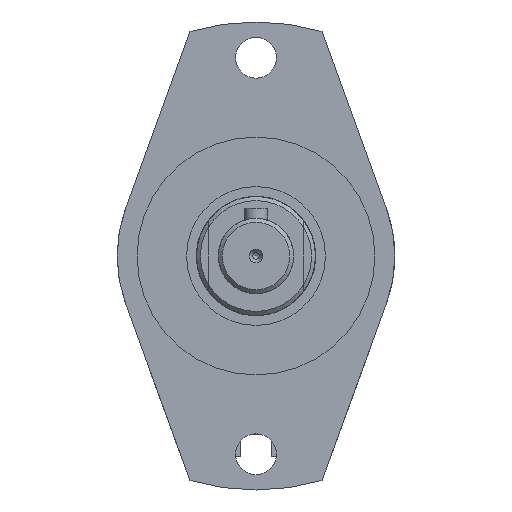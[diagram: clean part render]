
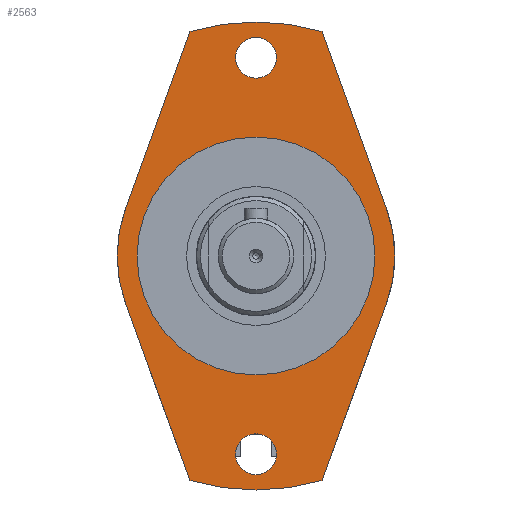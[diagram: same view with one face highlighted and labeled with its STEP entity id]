
A CAD part, left-side view. The second image highlights one B-rep face of the part: STEP entity #2563.
In plain terms, the highlighted planar face has unit normal (-1, 0, 0).
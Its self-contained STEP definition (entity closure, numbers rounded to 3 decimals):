
#87=LINE('',#4268,#213);
#88=LINE('',#4271,#214);
#89=LINE('',#4273,#215);
#90=LINE('',#4276,#216);
#213=VECTOR('',#3351,47.497);
#214=VECTOR('',#3354,47.497);
#215=VECTOR('',#3355,47.497);
#216=VECTOR('',#3358,47.497);
#530=PLANE('',#2826);
#623=FACE_BOUND('',#960,.T.);
#624=FACE_BOUND('',#961,.T.);
#625=FACE_BOUND('',#962,.T.);
#748=FACE_OUTER_BOUND('',#959,.T.);
#959=EDGE_LOOP('',(#2042,#2043,#2044,#2045,#2046,#2047,#2048,#2049));
#960=EDGE_LOOP('',(#2050));
#961=EDGE_LOOP('',(#2051));
#962=EDGE_LOOP('',(#2052));
#1185=CIRCLE('',#2818,59.);
#1186=CIRCLE('',#2820,30.);
#1189=CIRCLE('',#2825,59.);
#1190=CIRCLE('',#2827,35.);
#1191=CIRCLE('',#2828,35.);
#1192=CIRCLE('',#2829,5.15);
#1193=CIRCLE('',#2830,5.15);
#1356=VERTEX_POINT('',#4246);
#1357=VERTEX_POINT('',#4248);
#1358=VERTEX_POINT('',#4252);
#1360=VERTEX_POINT('',#4258);
#1363=VERTEX_POINT('',#4263);
#1364=VERTEX_POINT('',#4267);
#1365=VERTEX_POINT('',#4269);
#1366=VERTEX_POINT('',#4272);
#1367=VERTEX_POINT('',#4274);
#1368=VERTEX_POINT('',#4277);
#1369=VERTEX_POINT('',#4279);
#1615=EDGE_CURVE('',#1356,#1357,#1185,.T.);
#1617=EDGE_CURVE('',#1358,#1358,#1186,.T.);
#1622=EDGE_CURVE('',#1363,#1360,#1189,.T.);
#1623=EDGE_CURVE('',#1356,#1364,#87,.T.);
#1624=EDGE_CURVE('',#1364,#1365,#1190,.T.);
#1625=EDGE_CURVE('',#1365,#1360,#88,.T.);
#1626=EDGE_CURVE('',#1363,#1366,#89,.T.);
#1627=EDGE_CURVE('',#1366,#1367,#1191,.T.);
#1628=EDGE_CURVE('',#1367,#1357,#90,.T.);
#1629=EDGE_CURVE('',#1368,#1368,#1192,.T.);
#1630=EDGE_CURVE('',#1369,#1369,#1193,.T.);
#2042=ORIENTED_EDGE('',*,*,#1623,.T.);
#2043=ORIENTED_EDGE('',*,*,#1624,.T.);
#2044=ORIENTED_EDGE('',*,*,#1625,.T.);
#2045=ORIENTED_EDGE('',*,*,#1622,.F.);
#2046=ORIENTED_EDGE('',*,*,#1626,.T.);
#2047=ORIENTED_EDGE('',*,*,#1627,.T.);
#2048=ORIENTED_EDGE('',*,*,#1628,.T.);
#2049=ORIENTED_EDGE('',*,*,#1615,.F.);
#2050=ORIENTED_EDGE('',*,*,#1629,.T.);
#2051=ORIENTED_EDGE('',*,*,#1630,.T.);
#2052=ORIENTED_EDGE('',*,*,#1617,.T.);
#2563=ADVANCED_FACE('',(#748,#623,#624,#625),#530,.T.);
#2818=AXIS2_PLACEMENT_3D('',#4249,#3330,#3331);
#2820=AXIS2_PLACEMENT_3D('',#4253,#3335,#3336);
#2825=AXIS2_PLACEMENT_3D('',#4265,#3347,#3348);
#2826=AXIS2_PLACEMENT_3D('',#4266,#3349,#3350);
#2827=AXIS2_PLACEMENT_3D('',#4270,#3352,#3353);
#2828=AXIS2_PLACEMENT_3D('',#4275,#3356,#3357);
#2829=AXIS2_PLACEMENT_3D('',#4278,#3359,#3360);
#2830=AXIS2_PLACEMENT_3D('',#4280,#3361,#3362);
#3330=DIRECTION('center_axis',(1.,0.,0.));
#3331=DIRECTION('ref_axis',(0.,0.,1.));
#3335=DIRECTION('center_axis',(1.,0.,0.));
#3336=DIRECTION('ref_axis',(0.,0.,1.));
#3347=DIRECTION('center_axis',(1.,0.,0.));
#3348=DIRECTION('ref_axis',(0.,0.,1.));
#3349=DIRECTION('center_axis',(-1.,0.,0.));
#3350=DIRECTION('ref_axis',(0.,-1.,0.));
#3351=DIRECTION('',(0.,0.342,-0.94));
#3352=DIRECTION('center_axis',(-1.,0.,0.));
#3353=DIRECTION('ref_axis',(0.,-0.94,-0.342));
#3354=DIRECTION('',(0.,-0.342,-0.94));
#3355=DIRECTION('',(0.,-0.342,0.94));
#3356=DIRECTION('center_axis',(-1.,0.,0.));
#3357=DIRECTION('ref_axis',(0.,0.94,0.342));
#3358=DIRECTION('',(0.,0.342,0.94));
#3359=DIRECTION('center_axis',(1.,0.,0.));
#3360=DIRECTION('ref_axis',(0.,1.,0.));
#3361=DIRECTION('center_axis',(1.,0.,0.));
#3362=DIRECTION('ref_axis',(0.,1.,0.));
#4246=CARTESIAN_POINT('',(-195.7,16.642,56.453));
#4248=CARTESIAN_POINT('',(-195.7,-16.647,56.453));
#4249=CARTESIAN_POINT('Origin',(-195.7,-0.003,-0.151));
#4252=CARTESIAN_POINT('',(-195.7,-0.003,29.849));
#4253=CARTESIAN_POINT('Origin',(-195.7,-0.003,-0.151));
#4258=CARTESIAN_POINT('',(-195.7,16.642,-56.755));
#4263=CARTESIAN_POINT('',(-195.7,-16.647,-56.755));
#4265=CARTESIAN_POINT('Origin',(-195.7,-0.003,-0.151));
#4266=CARTESIAN_POINT('Origin',(-195.7,-0.003,44.349));
#4267=CARTESIAN_POINT('',(-195.7,32.887,11.82));
#4268=CARTESIAN_POINT('',(-195.7,9.291,76.648));
#4269=CARTESIAN_POINT('',(-195.7,32.887,-12.122));
#4270=CARTESIAN_POINT('Origin',(-195.7,-0.003,-0.151));
#4271=CARTESIAN_POINT('',(-195.7,40.038,7.526));
#4272=CARTESIAN_POINT('',(-195.7,-32.892,-12.122));
#4273=CARTESIAN_POINT('',(-195.7,-23.598,-37.656));
#4274=CARTESIAN_POINT('',(-195.7,-32.892,11.82));
#4275=CARTESIAN_POINT('Origin',(-195.7,-0.003,-0.151));
#4276=CARTESIAN_POINT('',(-195.7,-25.741,31.467));
#4277=CARTESIAN_POINT('',(-195.7,-5.153,-50.151));
#4278=CARTESIAN_POINT('Origin',(-195.7,-0.003,-50.151));
#4279=CARTESIAN_POINT('',(-195.7,-5.153,49.849));
#4280=CARTESIAN_POINT('Origin',(-195.7,-0.003,49.849));
